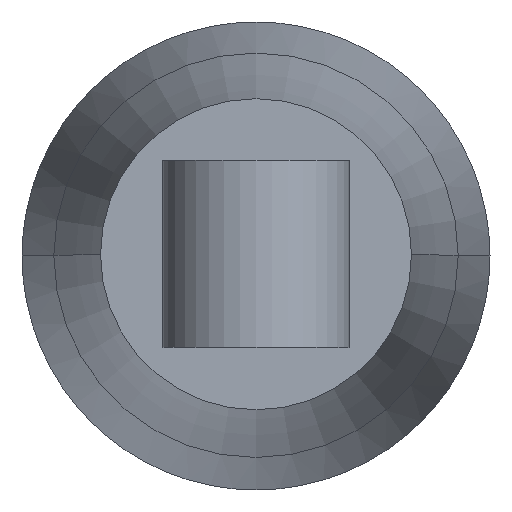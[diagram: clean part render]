
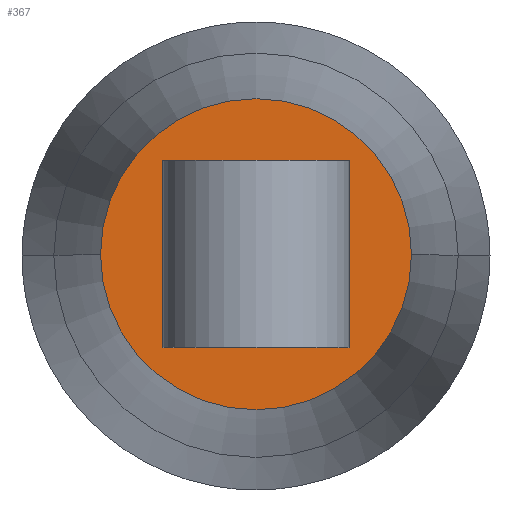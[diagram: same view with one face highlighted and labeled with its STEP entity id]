
A CAD part, top view. The second image highlights one B-rep face of the part: STEP entity #367.
In plain terms, the highlighted planar face has unit normal (0, 0, 1).
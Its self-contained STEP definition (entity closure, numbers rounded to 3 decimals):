
#28 = LINE ( 'NONE', #261, #682 ) ;
#31 = CIRCLE ( 'NONE', #134, 25. ) ;
#43 = DIRECTION ( 'NONE',  ( -1., 0., 0. ) ) ;
#76 = EDGE_CURVE ( 'NONE', #629, #688, #354, .T. ) ;
#80 = CARTESIAN_POINT ( 'NONE',  ( -15., -15., 320. ) ) ;
#89 = ORIENTED_EDGE ( 'NONE', *, *, #76, .F. ) ;
#91 = LINE ( 'NONE', #206, #561 ) ;
#94 = CARTESIAN_POINT ( 'NONE',  ( -15., 15., 320. ) ) ;
#97 = DIRECTION ( 'NONE',  ( 0., 0., -1. ) ) ;
#102 = LINE ( 'NONE', #438, #185 ) ;
#129 = DIRECTION ( 'NONE',  ( -1., 0., 0. ) ) ;
#134 = AXIS2_PLACEMENT_3D ( 'NONE', #433, #97, #43 ) ;
#145 = LINE ( 'NONE', #94, #603 ) ;
#146 = EDGE_LOOP ( 'NONE', ( #89, #645 ) ) ;
#159 = FACE_OUTER_BOUND ( 'NONE', #146, .T. ) ;
#163 = VERTEX_POINT ( 'NONE', #289 ) ;
#181 = DIRECTION ( 'NONE',  ( 0., 0., -1. ) ) ;
#185 = VECTOR ( 'NONE', #662, 1000. ) ;
#206 = CARTESIAN_POINT ( 'NONE',  ( 15., 15., 320. ) ) ;
#214 = DIRECTION ( 'NONE',  ( -1., 0., 0. ) ) ;
#253 = DIRECTION ( 'NONE',  ( 0., -1., 0. ) ) ;
#261 = CARTESIAN_POINT ( 'NONE',  ( -15., 15., 320. ) ) ;
#289 = CARTESIAN_POINT ( 'NONE',  ( 15., 15., 320. ) ) ;
#296 = CARTESIAN_POINT ( 'NONE',  ( -15., 15., 320. ) ) ;
#306 = DIRECTION ( 'NONE',  ( -1., 0., 0. ) ) ;
#316 = EDGE_LOOP ( 'NONE', ( #386, #388, #436, #421 ) ) ;
#327 = EDGE_CURVE ( 'NONE', #688, #629, #31, .T. ) ;
#328 = PLANE ( 'NONE',  #499 ) ;
#332 = VERTEX_POINT ( 'NONE', #80 ) ;
#354 = CIRCLE ( 'NONE', #525, 25. ) ;
#361 = VERTEX_POINT ( 'NONE', #369 ) ;
#367 = ADVANCED_FACE ( 'NONE', ( #485, #159 ), #328, .F. ) ;
#369 = CARTESIAN_POINT ( 'NONE',  ( 15., -15., 320. ) ) ;
#370 = EDGE_CURVE ( 'NONE', #361, #332, #102, .T. ) ;
#375 = VERTEX_POINT ( 'NONE', #296 ) ;
#378 = DIRECTION ( 'NONE',  ( 0., -1., 0. ) ) ;
#386 = ORIENTED_EDGE ( 'NONE', *, *, #620, .T. ) ;
#388 = ORIENTED_EDGE ( 'NONE', *, *, #370, .T. ) ;
#421 = ORIENTED_EDGE ( 'NONE', *, *, #587, .F. ) ;
#424 = CARTESIAN_POINT ( 'NONE',  ( -25., 0., 320. ) ) ;
#433 = CARTESIAN_POINT ( 'NONE',  ( 0., 0., 320. ) ) ;
#436 = ORIENTED_EDGE ( 'NONE', *, *, #601, .F. ) ;
#438 = CARTESIAN_POINT ( 'NONE',  ( -15., -15., 320. ) ) ;
#485 = FACE_BOUND ( 'NONE', #316, .T. ) ;
#499 = AXIS2_PLACEMENT_3D ( 'NONE', #698, #594, #214 ) ;
#525 = AXIS2_PLACEMENT_3D ( 'NONE', #557, #181, #129 ) ;
#557 = CARTESIAN_POINT ( 'NONE',  ( 0., 0., 320. ) ) ;
#561 = VECTOR ( 'NONE', #378, 1000. ) ;
#587 = EDGE_CURVE ( 'NONE', #163, #375, #145, .T. ) ;
#594 = DIRECTION ( 'NONE',  ( 0., 0., -1. ) ) ;
#601 = EDGE_CURVE ( 'NONE', #375, #332, #28, .T. ) ;
#603 = VECTOR ( 'NONE', #306, 1000. ) ;
#620 = EDGE_CURVE ( 'NONE', #163, #361, #91, .T. ) ;
#624 = CARTESIAN_POINT ( 'NONE',  ( 25., 0., 320. ) ) ;
#629 = VERTEX_POINT ( 'NONE', #424 ) ;
#645 = ORIENTED_EDGE ( 'NONE', *, *, #327, .F. ) ;
#662 = DIRECTION ( 'NONE',  ( -1., 0., 0. ) ) ;
#682 = VECTOR ( 'NONE', #253, 1000. ) ;
#688 = VERTEX_POINT ( 'NONE', #624 ) ;
#698 = CARTESIAN_POINT ( 'NONE',  ( 0., 0., 320. ) ) ;
